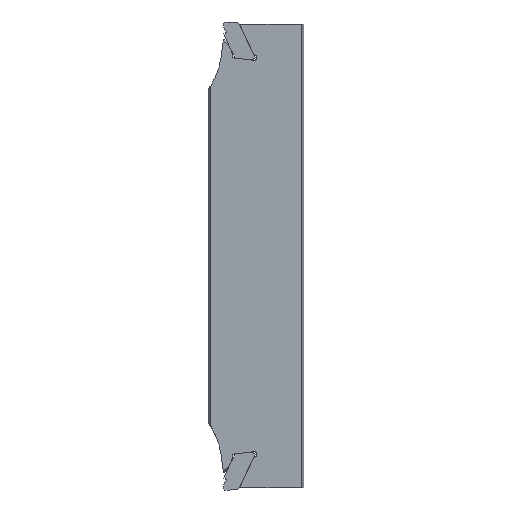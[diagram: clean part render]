
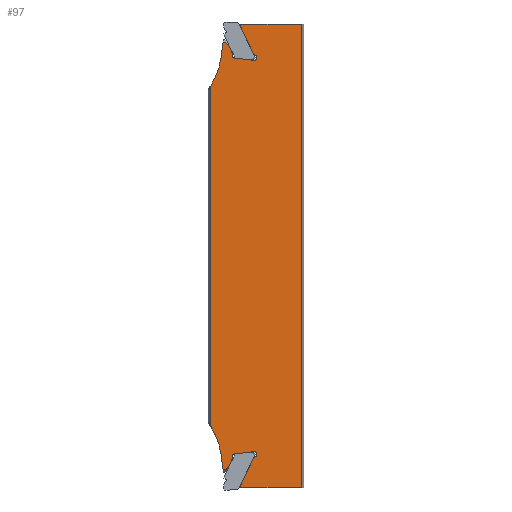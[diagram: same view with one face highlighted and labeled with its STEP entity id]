
A CAD part, left-side view. The second image highlights one B-rep face of the part: STEP entity #97.
In plain terms, the highlighted planar face has unit normal (-1, 0, 0).
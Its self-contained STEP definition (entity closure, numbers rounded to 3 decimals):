
#97=ADVANCED_FACE('',(#272),#194,.T.);
#194=PLANE('',#1935);
#272=FACE_OUTER_BOUND('',#369,.T.);
#369=EDGE_LOOP('',(#488,#489,#490,#491,#492,#493,#494,#495,#496,#497,#498,
#499,#500,#501,#502,#503,#504,#505,#506,#507,#508,#509,#510,#511,#512));
#466=CIRCLE('',#1928,0.4);
#467=CIRCLE('',#1929,1.324);
#468=CIRCLE('',#1930,18.);
#469=CIRCLE('',#1931,18.);
#470=CIRCLE('',#1932,1.324);
#471=CIRCLE('',#1933,0.8);
#472=CIRCLE('',#1934,0.8);
#488=ORIENTED_EDGE('',*,*,#1192,.T.);
#489=ORIENTED_EDGE('',*,*,#1193,.T.);
#490=ORIENTED_EDGE('',*,*,#1194,.T.);
#491=ORIENTED_EDGE('',*,*,#1195,.T.);
#492=ORIENTED_EDGE('',*,*,#1196,.T.);
#493=ORIENTED_EDGE('',*,*,#1197,.T.);
#494=ORIENTED_EDGE('',*,*,#1198,.T.);
#495=ORIENTED_EDGE('',*,*,#1199,.T.);
#496=ORIENTED_EDGE('',*,*,#1200,.T.);
#497=ORIENTED_EDGE('',*,*,#1201,.T.);
#498=ORIENTED_EDGE('',*,*,#1202,.T.);
#499=ORIENTED_EDGE('',*,*,#1203,.T.);
#500=ORIENTED_EDGE('',*,*,#1204,.T.);
#501=ORIENTED_EDGE('',*,*,#1205,.T.);
#502=ORIENTED_EDGE('',*,*,#1206,.T.);
#503=ORIENTED_EDGE('',*,*,#1207,.T.);
#504=ORIENTED_EDGE('',*,*,#1208,.T.);
#505=ORIENTED_EDGE('',*,*,#1209,.T.);
#506=ORIENTED_EDGE('',*,*,#1210,.T.);
#507=ORIENTED_EDGE('',*,*,#1211,.T.);
#508=ORIENTED_EDGE('',*,*,#1212,.F.);
#509=ORIENTED_EDGE('',*,*,#1213,.F.);
#510=ORIENTED_EDGE('',*,*,#1214,.T.);
#511=ORIENTED_EDGE('',*,*,#1215,.T.);
#512=ORIENTED_EDGE('',*,*,#1216,.T.);
#1018=VERTEX_POINT('',#2586);
#1019=VERTEX_POINT('',#2587);
#1020=VERTEX_POINT('',#2589);
#1021=VERTEX_POINT('',#2591);
#1022=VERTEX_POINT('',#2593);
#1023=VERTEX_POINT('',#2595);
#1024=VERTEX_POINT('',#2597);
#1025=VERTEX_POINT('',#2599);
#1026=VERTEX_POINT('',#2601);
#1027=VERTEX_POINT('',#2603);
#1028=VERTEX_POINT('',#2605);
#1029=VERTEX_POINT('',#2607);
#1030=VERTEX_POINT('',#2609);
#1031=VERTEX_POINT('',#2611);
#1032=VERTEX_POINT('',#2613);
#1033=VERTEX_POINT('',#2615);
#1034=VERTEX_POINT('',#2617);
#1035=VERTEX_POINT('',#2619);
#1036=VERTEX_POINT('',#2621);
#1037=VERTEX_POINT('',#2623);
#1038=VERTEX_POINT('',#2625);
#1039=VERTEX_POINT('',#2627);
#1040=VERTEX_POINT('',#2629);
#1041=VERTEX_POINT('',#2631);
#1042=VERTEX_POINT('',#2633);
#1192=EDGE_CURVE('',#1018,#1019,#1457,.T.);
#1193=EDGE_CURVE('',#1019,#1020,#1458,.T.);
#1194=EDGE_CURVE('',#1020,#1021,#466,.T.);
#1195=EDGE_CURVE('',#1021,#1022,#1459,.T.);
#1196=EDGE_CURVE('',#1022,#1023,#1460,.T.);
#1197=EDGE_CURVE('',#1023,#1024,#467,.T.);
#1198=EDGE_CURVE('',#1024,#1025,#1461,.T.);
#1199=EDGE_CURVE('',#1025,#1026,#1462,.T.);
#1200=EDGE_CURVE('',#1026,#1027,#468,.T.);
#1201=EDGE_CURVE('',#1027,#1028,#1463,.T.);
#1202=EDGE_CURVE('',#1028,#1029,#469,.T.);
#1203=EDGE_CURVE('',#1029,#1030,#1464,.T.);
#1204=EDGE_CURVE('',#1030,#1031,#1465,.T.);
#1205=EDGE_CURVE('',#1031,#1032,#470,.T.);
#1206=EDGE_CURVE('',#1032,#1033,#1466,.T.);
#1207=EDGE_CURVE('',#1033,#1034,#1467,.T.);
#1208=EDGE_CURVE('',#1034,#1035,#1468,.T.);
#1209=EDGE_CURVE('',#1035,#1036,#1469,.T.);
#1210=EDGE_CURVE('',#1036,#1037,#471,.T.);
#1211=EDGE_CURVE('',#1037,#1038,#1470,.T.);
#1212=EDGE_CURVE('',#1039,#1038,#1471,.T.);
#1213=EDGE_CURVE('',#1040,#1039,#1472,.T.);
#1214=EDGE_CURVE('',#1040,#1041,#1473,.T.);
#1215=EDGE_CURVE('',#1041,#1042,#1474,.T.);
#1216=EDGE_CURVE('',#1042,#1018,#472,.T.);
#1457=LINE('',#2585,#1676);
#1458=LINE('',#2588,#1677);
#1459=LINE('',#2592,#1678);
#1460=LINE('',#2594,#1679);
#1461=LINE('',#2598,#1680);
#1462=LINE('',#2600,#1681);
#1463=LINE('',#2604,#1682);
#1464=LINE('',#2608,#1683);
#1465=LINE('',#2610,#1684);
#1466=LINE('',#2614,#1685);
#1467=LINE('',#2616,#1686);
#1468=LINE('',#2618,#1687);
#1469=LINE('',#2620,#1688);
#1470=LINE('',#2624,#1689);
#1471=LINE('',#2626,#1690);
#1472=LINE('',#2628,#1691);
#1473=LINE('',#2630,#1692);
#1474=LINE('',#2632,#1693);
#1676=VECTOR('',#2079,1.);
#1677=VECTOR('',#2080,1.);
#1678=VECTOR('',#2083,1.);
#1679=VECTOR('',#2084,1.);
#1680=VECTOR('',#2087,1.);
#1681=VECTOR('',#2088,1.);
#1682=VECTOR('',#2091,1.);
#1683=VECTOR('',#2094,1.);
#1684=VECTOR('',#2095,1.);
#1685=VECTOR('',#2098,1.);
#1686=VECTOR('',#2099,1.);
#1687=VECTOR('',#2100,1.);
#1688=VECTOR('',#2101,1.);
#1689=VECTOR('',#2104,1.);
#1690=VECTOR('',#2105,1.);
#1691=VECTOR('',#2106,1.);
#1692=VECTOR('',#2107,1.);
#1693=VECTOR('',#2108,1.);
#1928=AXIS2_PLACEMENT_3D('',#2590,#2081,#2082);
#1929=AXIS2_PLACEMENT_3D('',#2596,#2085,#2086);
#1930=AXIS2_PLACEMENT_3D('',#2602,#2089,#2090);
#1931=AXIS2_PLACEMENT_3D('',#2606,#2092,#2093);
#1932=AXIS2_PLACEMENT_3D('',#2612,#2096,#2097);
#1933=AXIS2_PLACEMENT_3D('',#2622,#2102,#2103);
#1934=AXIS2_PLACEMENT_3D('',#2634,#2109,#2110);
#1935=AXIS2_PLACEMENT_3D('',#2635,#2111,#2112);
#2079=DIRECTION('',(0.,0.995,0.105));
#2080=DIRECTION('',(0.,0.,1.));
#2081=DIRECTION('',(1.,0.,0.));
#2082=DIRECTION('',(0.,-1.,0.));
#2083=DIRECTION('',(0.,-0.407,0.914));
#2084=DIRECTION('',(0.,0.407,0.914));
#2085=DIRECTION('',(-1.,0.,0.));
#2086=DIRECTION('',(0.,-1.,0.));
#2087=DIRECTION('',(0.,0.934,0.358));
#2088=DIRECTION('',(0.,0.122,-0.993));
#2089=DIRECTION('',(1.,0.,0.));
#2090=DIRECTION('',(0.,-1.,0.));
#2091=DIRECTION('',(0.,0.,-1.));
#2092=DIRECTION('',(1.,0.,0.));
#2093=DIRECTION('',(0.,-1.,0.));
#2094=DIRECTION('',(0.,-0.122,-0.993));
#2095=DIRECTION('',(0.,-0.934,0.358));
#2096=DIRECTION('',(-1.,0.,0.));
#2097=DIRECTION('',(0.,-1.,0.));
#2098=DIRECTION('',(0.,-0.407,0.914));
#2099=DIRECTION('',(0.,0.407,0.914));
#2100=DIRECTION('',(0.,0.,1.));
#2101=DIRECTION('',(0.,-0.995,0.105));
#2102=DIRECTION('',(1.,0.,0.));
#2103=DIRECTION('',(0.,-1.,0.));
#2104=DIRECTION('',(0.,0.423,-0.906));
#2105=DIRECTION('',(0.,1.,0.));
#2106=DIRECTION('',(0.,0.,-1.));
#2107=DIRECTION('',(0.,1.,0.));
#2108=DIRECTION('',(0.,-0.423,-0.906));
#2109=DIRECTION('',(1.,0.,0.));
#2110=DIRECTION('',(0.,-1.,0.));
#2111=DIRECTION('',(-1.,0.,0.));
#2112=DIRECTION('',(0.,1.,0.));
#2585=CARTESIAN_POINT('',(0.,2.277,49.551));
#2586=CARTESIAN_POINT('',(0.,14.155,50.8));
#2587=CARTESIAN_POINT('',(0.,19.152,51.325));
#2588=CARTESIAN_POINT('',(0.,19.152,60.));
#2589=CARTESIAN_POINT('',(0.,19.152,52.158));
#2590=CARTESIAN_POINT('',(0.,18.752,52.158));
#2591=CARTESIAN_POINT('',(0.,19.118,52.321));
#2592=CARTESIAN_POINT('',(0.,13.297,65.395));
#2593=CARTESIAN_POINT('',(0.,19.054,52.466));
#2594=CARTESIAN_POINT('',(0.,18.896,52.112));
#2595=CARTESIAN_POINT('',(0.,19.914,54.398));
#2596=CARTESIAN_POINT('',(0.,21.123,53.86));
#2597=CARTESIAN_POINT('',(0.,20.649,55.096));
#2598=CARTESIAN_POINT('',(0.,5.32,49.212));
#2599=CARTESIAN_POINT('',(0.,21.488,55.418));
#2600=CARTESIAN_POINT('',(0.,20.632,62.389));
#2601=CARTESIAN_POINT('',(0.,21.956,51.606));
#2602=CARTESIAN_POINT('',(0.,39.822,53.8));
#2603=CARTESIAN_POINT('',(0.,24.72,44.006));
#2604=CARTESIAN_POINT('',(0.,24.72,60.));
#2605=CARTESIAN_POINT('',(0.,24.72,-44.006));
#2606=CARTESIAN_POINT('',(0.,39.822,-53.8));
#2607=CARTESIAN_POINT('',(0.,21.956,-51.606));
#2608=CARTESIAN_POINT('',(0.,35.148,55.829));
#2609=CARTESIAN_POINT('',(0.,21.488,-55.418));
#2610=CARTESIAN_POINT('',(0.,-34.828,-33.8));
#2611=CARTESIAN_POINT('',(0.,20.649,-55.096));
#2612=CARTESIAN_POINT('',(0.,21.123,-53.86));
#2613=CARTESIAN_POINT('',(0.,19.914,-54.398));
#2614=CARTESIAN_POINT('',(0.,-25.693,48.036));
#2615=CARTESIAN_POINT('',(0.,19.054,-52.466));
#2616=CARTESIAN_POINT('',(0.,57.886,34.753));
#2617=CARTESIAN_POINT('',(0.,19.152,-52.243));
#2618=CARTESIAN_POINT('',(0.,19.152,60.));
#2619=CARTESIAN_POINT('',(0.,19.152,-51.325));
#2620=CARTESIAN_POINT('',(0.,18.254,-51.231));
#2621=CARTESIAN_POINT('',(0.,14.155,-50.8));
#2622=CARTESIAN_POINT('',(0.,13.566,-51.341));
#2623=CARTESIAN_POINT('',(0.,13.526,-52.14));
#2624=CARTESIAN_POINT('',(0.,11.811,-48.463));
#2625=CARTESIAN_POINT('',(0.,17.191,-60.));
#2626=CARTESIAN_POINT('',(0.,1.179,-60.));
#2627=CARTESIAN_POINT('',(0.,1.179,-60.));
#2628=CARTESIAN_POINT('',(0.,1.179,60.));
#2629=CARTESIAN_POINT('',(0.,1.179,60.));
#2630=CARTESIAN_POINT('',(0.,1.179,60.));
#2631=CARTESIAN_POINT('',(0.,17.191,60.));
#2632=CARTESIAN_POINT('',(0.,11.811,48.463));
#2633=CARTESIAN_POINT('',(0.,13.526,52.14));
#2634=CARTESIAN_POINT('',(0.,13.566,51.341));
#2635=CARTESIAN_POINT('',(0.,1.179,60.));
